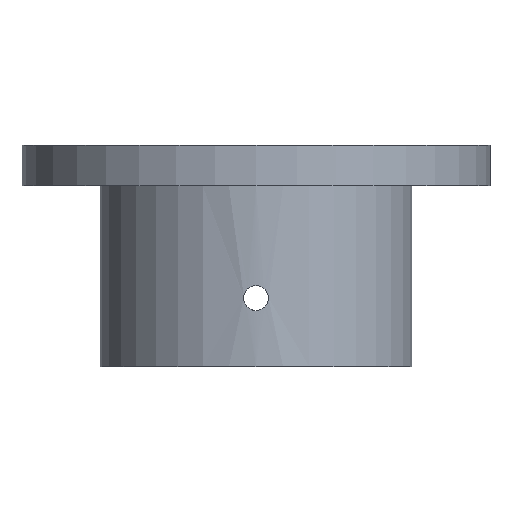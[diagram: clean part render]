
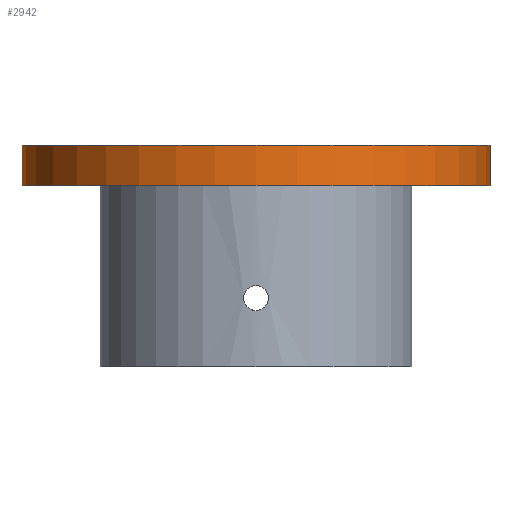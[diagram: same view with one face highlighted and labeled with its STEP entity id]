
A CAD part, front view. The second image highlights one B-rep face of the part: STEP entity #2942.
In plain terms, the highlighted cylindrical face has radius 75 mm (diameter 150 mm), a partial arc.
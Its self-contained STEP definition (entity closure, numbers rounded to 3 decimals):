
#86 = FACE_OUTER_BOUND ( 'NONE', #1738, .T. ) ;
#241 = CIRCLE ( 'NONE', #2757, 75. ) ;
#501 = VECTOR ( 'NONE', #1004, 1000. ) ;
#502 = LINE ( 'NONE', #967, #501 ) ;
#516 = CIRCLE ( 'NONE', #2775, 75. ) ;
#521 = VECTOR ( 'NONE', #1010, 1000. ) ;
#523 = LINE ( 'NONE', #1007, #521 ) ;
#524 = CYLINDRICAL_SURFACE ( 'NONE', #2783, 75. ) ;
#967 = CARTESIAN_POINT ( 'NONE',  ( -75., 0., 13. ) ) ;
#1004 = DIRECTION ( 'NONE',  ( 0., 0., -1. ) ) ;
#1007 = CARTESIAN_POINT ( 'NONE',  ( 75., 0., 13. ) ) ;
#1010 = DIRECTION ( 'NONE',  ( 0., 0., -1. ) ) ;
#1255 = CARTESIAN_POINT ( 'NONE',  ( 0., 0., 13. ) ) ;
#1262 = DIRECTION ( 'NONE',  ( 0., 0., -1. ) ) ;
#1271 = DIRECTION ( 'NONE',  ( -1., 0., 0. ) ) ;
#1352 = CARTESIAN_POINT ( 'NONE',  ( 0., 0., 13. ) ) ;
#1360 = DIRECTION ( 'NONE',  ( 0., 0., 1. ) ) ;
#1363 = DIRECTION ( 'NONE',  ( 1., 0., 0. ) ) ;
#1602 = ORIENTED_EDGE ( 'NONE', *, *, #2615, .T. ) ;
#1603 = ORIENTED_EDGE ( 'NONE', *, *, #2913, .F. ) ;
#1604 = ORIENTED_EDGE ( 'NONE', *, *, #2807, .T. ) ;
#1609 = ORIENTED_EDGE ( 'NONE', *, *, #2808, .F. ) ;
#1738 = EDGE_LOOP ( 'NONE', ( #1609, #1603, #1604, #1602 ) ) ;
#1802 = VERTEX_POINT ( 'NONE', #2080 ) ;
#1821 = CARTESIAN_POINT ( 'NONE',  ( 0., 0., 0. ) ) ;
#1861 = CARTESIAN_POINT ( 'NONE',  ( 75., 0., 13. ) ) ;
#1934 = CARTESIAN_POINT ( 'NONE',  ( -75., 0., 0. ) ) ;
#1977 = CARTESIAN_POINT ( 'NONE',  ( 75., 0., 0. ) ) ;
#1979 = DIRECTION ( 'NONE',  ( 0., 0., 1. ) ) ;
#2016 = VERTEX_POINT ( 'NONE', #1934 ) ;
#2048 = VERTEX_POINT ( 'NONE', #1977 ) ;
#2067 = VERTEX_POINT ( 'NONE', #1861 ) ;
#2080 = CARTESIAN_POINT ( 'NONE',  ( -75., 0., 13. ) ) ;
#2292 = DIRECTION ( 'NONE',  ( 1., 0., 0. ) ) ;
#2615 = EDGE_CURVE ( 'NONE', #2016, #2048, #516, .T. ) ;
#2757 = AXIS2_PLACEMENT_3D ( 'NONE', #1352, #1360, #1363 ) ;
#2775 = AXIS2_PLACEMENT_3D ( 'NONE', #1821, #1979, #2292 ) ;
#2783 = AXIS2_PLACEMENT_3D ( 'NONE', #1255, #1262, #1271 ) ;
#2807 = EDGE_CURVE ( 'NONE', #1802, #2016, #502, .T. ) ;
#2808 = EDGE_CURVE ( 'NONE', #2067, #2048, #523, .T. ) ;
#2913 = EDGE_CURVE ( 'NONE', #1802, #2067, #241, .T. ) ;
#2942 = ADVANCED_FACE ( 'NONE', ( #86 ), #524, .T. ) ;
